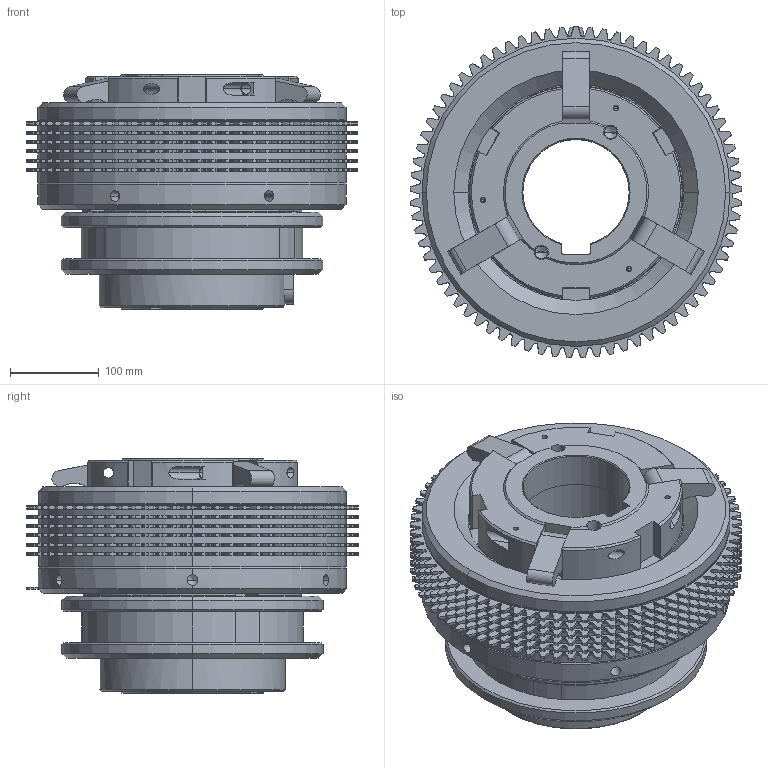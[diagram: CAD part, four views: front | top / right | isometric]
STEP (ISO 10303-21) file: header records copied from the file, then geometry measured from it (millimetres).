
FILE_DESCRIPTION (( 'STEP AP203' ), '1' );
FILE_NAME ('DS1406TG.STEP', '2017-11-06T04:24:27', ( '新井重治' ), ( '小倉クラッチ' ), 'SwSTEP 2.0', 'SolidWorks 2009', '' );
FILE_SCHEMA (( 'CONFIG_CONTROL_DESIGN' ));
Products named in the file (1): DS1406TG
Bounding box: 373.98 x 374.91 x 265 mm (x, y, z)
Volume: 14062054.8 mm3; surface area: 1278983.5 mm2
Topology: 1 solids, 8 shells, 6253 faces, 18551 edges, 12311 vertices
Faces by surface type: cylinder 2727, plane 2555, bspline 878, cone 81, sphere 6, torus 6
Entity records: 310844 total; most frequent: CARTESIAN_POINT 144109, ORIENTED_EDGE 37016, DIRECTION 32983, EDGE_CURVE 18508, VERTEX_POINT 12300, VECTOR 11063, LINE 11063, AXIS2_PLACEMENT_3D 10960
